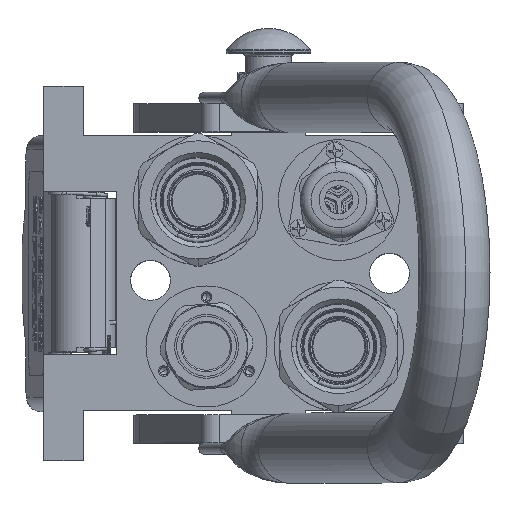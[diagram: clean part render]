
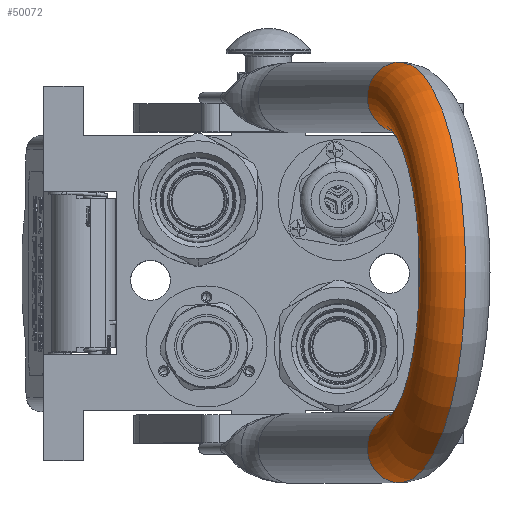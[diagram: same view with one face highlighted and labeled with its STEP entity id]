
A CAD part, top view. The second image highlights one B-rep face of the part: STEP entity #50072.
In plain terms, the highlighted toroidal (fillet/blend) face has major radius 62.25 mm and minor radius 12.5 mm.
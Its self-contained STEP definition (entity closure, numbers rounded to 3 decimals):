
#4748 = CARTESIAN_POINT ( 'NONE',  ( -62.25, 0., 125.25 ) ) ;
#19891 = CARTESIAN_POINT ( 'NONE',  ( 62.25, 0., 125.25 ) ) ;
#26661 = CIRCLE ( 'NONE', #167272, 12.5 ) ;
#30712 = VERTEX_POINT ( 'NONE', #38798 ) ;
#36171 = CARTESIAN_POINT ( 'NONE',  ( -74.75, 0., 125.25 ) ) ;
#37890 = AXIS2_PLACEMENT_3D ( 'NONE', #49901, #38745, #78628 ) ;
#38745 = DIRECTION ( 'NONE',  ( 0., 1., 0. ) ) ;
#38798 = CARTESIAN_POINT ( 'NONE',  ( 74.75, 0., 125.25 ) ) ;
#39192 = CARTESIAN_POINT ( 'NONE',  ( -49.75, 0., 125.25 ) ) ;
#44689 = VERTEX_POINT ( 'NONE', #39192 ) ;
#49901 = CARTESIAN_POINT ( 'NONE',  ( 0., 0., 125.25 ) ) ;
#50072 = ADVANCED_FACE ( 'NONE', ( #120385 ), #97365, .T. ) ;
#51919 = AXIS2_PLACEMENT_3D ( 'NONE', #70314, #138274, #164641 ) ;
#60203 = EDGE_CURVE ( 'NONE', #65295, #30712, #142612, .T. ) ;
#61731 = EDGE_LOOP ( 'NONE', ( #61802, #74258, #135654, #72527 ) ) ;
#61802 = ORIENTED_EDGE ( 'NONE', *, *, #88427, .T. ) ;
#65295 = VERTEX_POINT ( 'NONE', #36171 ) ;
#70314 = CARTESIAN_POINT ( 'NONE',  ( 0., 0., 125.25 ) ) ;
#72527 = ORIENTED_EDGE ( 'NONE', *, *, #126949, .T. ) ;
#74258 = ORIENTED_EDGE ( 'NONE', *, *, #117963, .F. ) ;
#78628 = DIRECTION ( 'NONE',  ( -1., 0., 0. ) ) ;
#84352 = CIRCLE ( 'NONE', #37890, 49.75 ) ;
#87287 = DIRECTION ( 'NONE',  ( 0., 0., -1. ) ) ;
#88427 = EDGE_CURVE ( 'NONE', #44689, #126502, #84352, .T. ) ;
#89588 = DIRECTION ( 'NONE',  ( -1., 0., 0. ) ) ;
#91319 = CIRCLE ( 'NONE', #144764, 12.5 ) ;
#97365 = TOROIDAL_SURFACE ( 'NONE', #51919, 62.25, 12.5 ) ;
#117963 = EDGE_CURVE ( 'NONE', #30712, #126502, #91319, .T. ) ;
#120385 = FACE_OUTER_BOUND ( 'NONE', #61731, .T. ) ;
#124332 = DIRECTION ( 'NONE',  ( -1., 0., 0. ) ) ;
#125956 = DIRECTION ( 'NONE',  ( 1., 0., 0. ) ) ;
#126502 = VERTEX_POINT ( 'NONE', #136289 ) ;
#126949 = EDGE_CURVE ( 'NONE', #65295, #44689, #26661, .T. ) ;
#128249 = DIRECTION ( 'NONE',  ( 0., 1., 0. ) ) ;
#129390 = CARTESIAN_POINT ( 'NONE',  ( 0., 0., 125.25 ) ) ;
#135654 = ORIENTED_EDGE ( 'NONE', *, *, #60203, .F. ) ;
#136289 = CARTESIAN_POINT ( 'NONE',  ( 49.75, 0., 125.25 ) ) ;
#138274 = DIRECTION ( 'NONE',  ( 0., 1., 0. ) ) ;
#142612 = CIRCLE ( 'NONE', #148218, 74.75 ) ;
#144764 = AXIS2_PLACEMENT_3D ( 'NONE', #19891, #87287, #125956 ) ;
#148218 = AXIS2_PLACEMENT_3D ( 'NONE', #129390, #128249, #89588 ) ;
#150768 = DIRECTION ( 'NONE',  ( 0., 0., 1. ) ) ;
#164641 = DIRECTION ( 'NONE',  ( 1., 0., 0. ) ) ;
#167272 = AXIS2_PLACEMENT_3D ( 'NONE', #4748, #150768, #124332 ) ;
